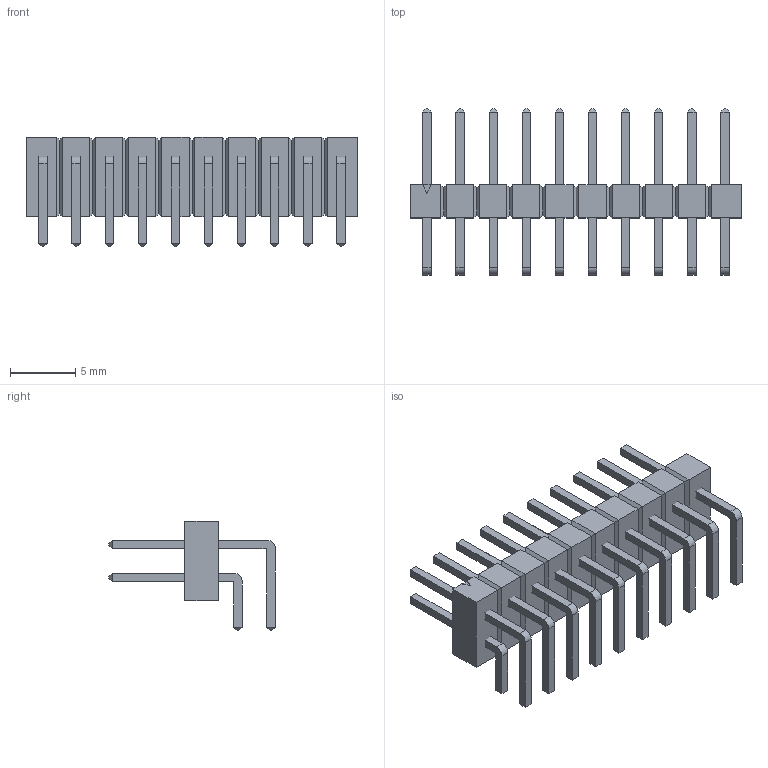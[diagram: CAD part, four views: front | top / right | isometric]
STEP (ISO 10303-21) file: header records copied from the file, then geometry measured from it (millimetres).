
FILE_DESCRIPTION(('FreeCAD Model'),'2;1');
FILE_NAME('975421.1.1.stp','2020-04-09T17:50:54',( 'Author'),(''),'Open CASCADE STEP processor 6.9','FreeCAD','Unknown' );
FILE_SCHEMA(('AUTOMOTIVE_DESIGN { 1 0 10303 214 1 1 1 1 }'));
Length unit declared in the file: millimetre
Products named in the file (4): ASSEMBLY; Body; LeadsArray
Assembly tree (3 placements, depth 2):
  ASSEMBLY
    Body
    LeadsArray
    LeadsArray
Bounding box: 25.4 x 12.76 x 8.39 mm (x, y, z)
Volume: 517.9 mm3; surface area: 1329.4 mm2
Topology: 21 solids, 21 shells, 477 faces, 1037 edges, 602 vertices
Faces by surface type: plane 437, cylinder 40
Entity records: 26122 total; most frequent: CARTESIAN_POINT 4578, DIRECTION 3969, LINE 2807, VECTOR 2807, ORIENTED_EDGE 2074, PCURVE 2074, DEFINITIONAL_REPRESENTATION 2074, EDGE_CURVE 1037
